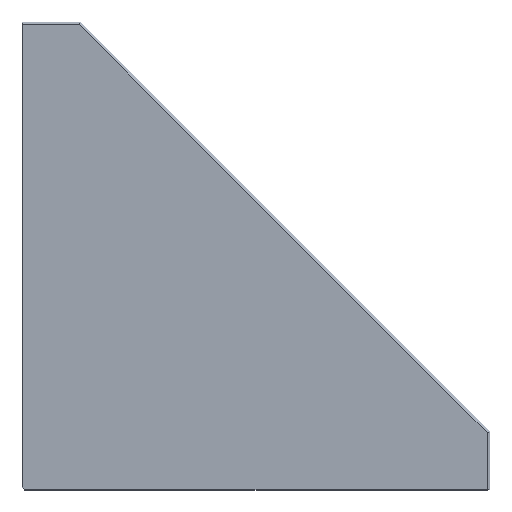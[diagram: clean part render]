
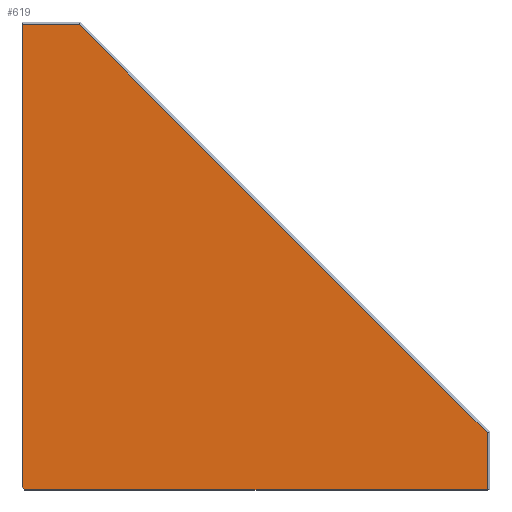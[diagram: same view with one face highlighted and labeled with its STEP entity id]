
A CAD part, top view. The second image highlights one B-rep face of the part: STEP entity #619.
In plain terms, the highlighted planar face has unit normal (0, 0, 1).
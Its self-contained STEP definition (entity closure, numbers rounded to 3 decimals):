
#194=DIRECTION('',(0.707,-0.707,0.));
#195=VECTOR('',#194,0.707);
#196=CARTESIAN_POINT('',(0.,0.5,12.));
#197=LINE('',#196,#195);
#198=DIRECTION('',(0.,-1.,0.));
#199=VECTOR('',#198,79.);
#200=CARTESIAN_POINT('',(0.,79.5,12.));
#201=LINE('',#200,#199);
#202=DIRECTION('',(-1.,0.,0.));
#203=VECTOR('',#202,9.793);
#204=CARTESIAN_POINT('',(9.793,79.5,12.));
#205=LINE('',#204,#203);
#206=DIRECTION('',(-0.707,0.707,0.));
#207=VECTOR('',#206,98.581);
#208=CARTESIAN_POINT('',(79.5,9.793,12.));
#209=LINE('',#208,#207);
#210=DIRECTION('',(0.,1.,0.));
#211=VECTOR('',#210,9.793);
#212=CARTESIAN_POINT('',(79.5,0.,12.));
#213=LINE('',#212,#211);
#214=DIRECTION('',(1.,0.,0.));
#215=VECTOR('',#214,79.);
#216=CARTESIAN_POINT('',(0.5,0.,12.));
#217=LINE('',#216,#215);
#348=CARTESIAN_POINT('',(79.5,0.,12.));
#350=VERTEX_POINT('',#348);
#351=CARTESIAN_POINT('',(79.5,9.793,12.));
#352=VERTEX_POINT('',#351);
#357=CARTESIAN_POINT('',(9.793,79.5,12.));
#358=VERTEX_POINT('',#357);
#359=CARTESIAN_POINT('',(0.,79.5,12.));
#361=VERTEX_POINT('',#359);
#367=CARTESIAN_POINT('',(0.,0.5,12.));
#368=VERTEX_POINT('',#367);
#369=CARTESIAN_POINT('',(0.5,0.,12.));
#370=VERTEX_POINT('',#369);
#603=CARTESIAN_POINT('',(0.,0.,12.));
#604=DIRECTION('',(0.,0.,1.));
#605=DIRECTION('',(1.,0.,0.));
#606=AXIS2_PLACEMENT_3D('',#603,#604,#605);
#607=PLANE('',#606);
#608=ORIENTED_EDGE('',*,*,#399,.F.);
#609=ORIENTED_EDGE('',*,*,#419,.F.);
#611=ORIENTED_EDGE('',*,*,#610,.F.);
#613=ORIENTED_EDGE('',*,*,#612,.F.);
#615=ORIENTED_EDGE('',*,*,#614,.F.);
#616=ORIENTED_EDGE('',*,*,#476,.F.);
#617=EDGE_LOOP('',(#608,#609,#611,#613,#615,#616));
#618=FACE_OUTER_BOUND('',#617,.F.);
#619=ADVANCED_FACE('',(#618),#607,.T.);
#399=EDGE_CURVE('',#368,#370,#197,.T.);
#419=EDGE_CURVE('',#361,#368,#201,.T.);
#476=EDGE_CURVE('',#370,#350,#217,.T.);
#610=EDGE_CURVE('',#358,#361,#205,.T.);
#612=EDGE_CURVE('',#352,#358,#209,.T.);
#614=EDGE_CURVE('',#350,#352,#213,.T.);
